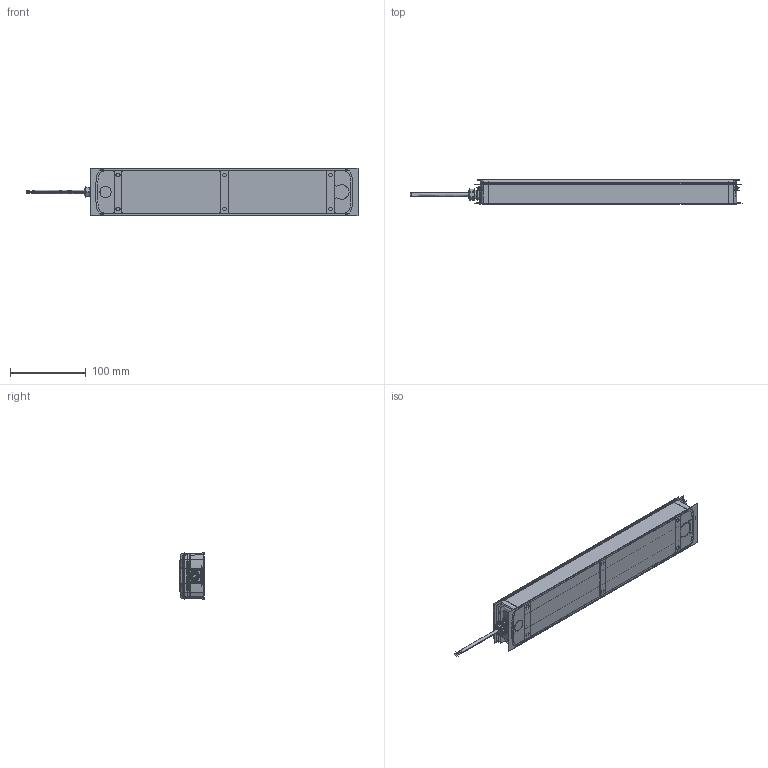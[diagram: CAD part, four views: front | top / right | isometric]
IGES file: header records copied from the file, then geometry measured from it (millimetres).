
Start section:  PTC IGES file: 204012.igs
Global section: file name: 204012.igs; native system: Creo Parametric by PTC Inc.; preprocessor: 2016260; author: pdmadmin; organization: Unknown; date: 20171228.155529; units: millimetre
Bounding box: 438.89 x 32 x 63.33 mm (x, y, z)
Volume: 283027.6 mm3; surface area: 3160569.5 mm2
Topology: 90 solids, 111 shells, 10652 faces, 57864 edges, 75930 vertices
Faces by surface type: bspline 6194, revolution 4458
